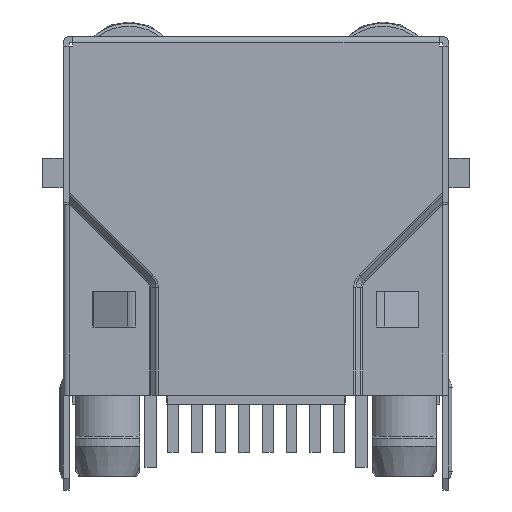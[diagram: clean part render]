
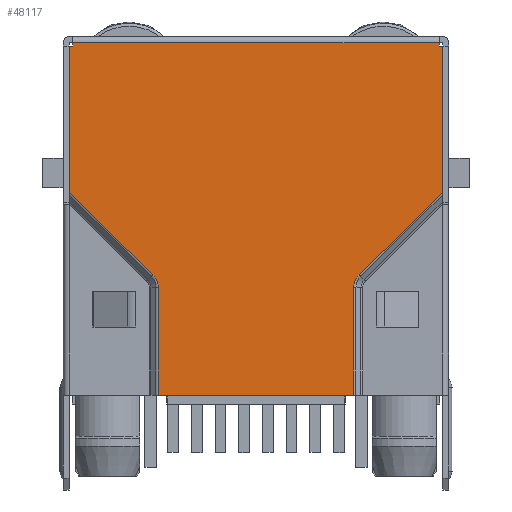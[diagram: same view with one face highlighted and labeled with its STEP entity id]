
A CAD part, front view. The second image highlights one B-rep face of the part: STEP entity #48117.
In plain terms, the highlighted planar face has unit normal (0, -1, 0).
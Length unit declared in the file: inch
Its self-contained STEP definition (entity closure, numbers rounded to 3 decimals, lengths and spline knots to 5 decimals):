
#25 = DIRECTION ( 'NONE',  ( -1., 0., 0. ) ) ;
#690 = ORIENTED_EDGE ( 'NONE', *, *, #34554, .T. ) ;
#1237 = ORIENTED_EDGE ( 'NONE', *, *, #29500, .T. ) ;
#1422 = ORIENTED_EDGE ( 'NONE', *, *, #18745, .T. ) ;
#1724 = DIRECTION ( 'NONE',  ( 0., 0., -1. ) ) ;
#1725 = DIRECTION ( 'NONE',  ( 0., 0., 1. ) ) ;
#1750 = LINE ( 'NONE', #18786, #17963 ) ;
#1800 = CARTESIAN_POINT ( 'NONE',  ( -0.31408, -0.267, 0.09588 ) ) ;
#2111 = EDGE_CURVE ( 'NONE', #56189, #42254, #2342, .T. ) ;
#2112 = AXIS2_PLACEMENT_3D ( 'NONE', #57390, #53268, #1724 ) ;
#2146 = VERTEX_POINT ( 'NONE', #3360 ) ;
#2342 = LINE ( 'NONE', #41100, #43516 ) ;
#3143 = B_SPLINE_CURVE_WITH_KNOTS ( 'NONE', 3,
 ( #17368, #45406, #50728, #3512, #17567, #54441 ),
 .UNSPECIFIED., .F., .F.,
 ( 4, 2, 4 ),
 ( 0., 0.5, 1. ),
 .UNSPECIFIED. ) ;
#3360 = CARTESIAN_POINT ( 'NONE',  ( 0.30885, -0.267, 0.3428 ) ) ;
#3512 = CARTESIAN_POINT ( 'NONE',  ( 0.16875, -0.267, -0.04913 ) ) ;
#4485 = CARTESIAN_POINT ( 'NONE',  ( -0.17113, -0.267, -0.04584 ) ) ;
#4666 = VECTOR ( 'NONE', #44332, 39.37008 ) ;
#5473 = CARTESIAN_POINT ( 'NONE',  ( 0.31392, -0.267, 0.34888 ) ) ;
#6289 = CARTESIAN_POINT ( 'NONE',  ( 0.30885, -0.267, 0.34888 ) ) ;
#6483 = VECTOR ( 'NONE', #15978, 39.37008 ) ;
#6720 = CARTESIAN_POINT ( 'NONE',  ( 0.16492, -0.267, -0.24612 ) ) ;
#6991 = ORIENTED_EDGE ( 'NONE', *, *, #60823, .T. ) ;
#8548 = CARTESIAN_POINT ( 'NONE',  ( -0.16508, -0.267, 0.34888 ) ) ;
#8730 = ORIENTED_EDGE ( 'NONE', *, *, #39488, .T. ) ;
#9190 = LINE ( 'NONE', #9492, #42226 ) ;
#9278 = DIRECTION ( 'NONE',  ( 1., 0., 0. ) ) ;
#9488 = EDGE_CURVE ( 'NONE', #42254, #52188, #11690, .T. ) ;
#9492 = CARTESIAN_POINT ( 'NONE',  ( 0.30885, -0.267, -0.24612 ) ) ;
#11240 = CARTESIAN_POINT ( 'NONE',  ( -0.31408, -0.267, 0.3428 ) ) ;
#11690 = LINE ( 'NONE', #30644, #6483 ) ;
#12571 = ORIENTED_EDGE ( 'NONE', *, *, #13300, .T. ) ;
#12718 = DIRECTION ( 'NONE',  ( 0.71, 0., 0.704 ) ) ;
#12858 = DIRECTION ( 'NONE',  ( 0., 0., -1. ) ) ;
#13081 = VECTOR ( 'NONE', #1725, 39.37008 ) ;
#13300 = EDGE_CURVE ( 'NONE', #50034, #49826, #28065, .T. ) ;
#14619 = CARTESIAN_POINT ( 'NONE',  ( -0.17396, -0.267, -0.04304 ) ) ;
#15002 = LINE ( 'NONE', #1800, #44313 ) ;
#15176 = DIRECTION ( 'NONE',  ( 0., 0., 1. ) ) ;
#15530 = PLANE ( 'NONE',  #2112 ) ;
#15978 = DIRECTION ( 'NONE',  ( -1., 0., 0. ) ) ;
#15987 = EDGE_LOOP ( 'NONE', ( #690, #34173, #24682, #22149, #31633, #32447, #1237, #54145, #1422, #47565, #26957, #6991, #8730, #12571 ) ) ;
#17368 = CARTESIAN_POINT ( 'NONE',  ( 0.16492, -0.267, -0.06435 ) ) ;
#17567 = CARTESIAN_POINT ( 'NONE',  ( 0.17094, -0.267, -0.04588 ) ) ;
#17963 = VECTOR ( 'NONE', #25, 39.37008 ) ;
#18745 = EDGE_CURVE ( 'NONE', #24724, #45996, #33702, .T. ) ;
#18786 = CARTESIAN_POINT ( 'NONE',  ( 0.30885, -0.267, 0.34888 ) ) ;
#19141 = CARTESIAN_POINT ( 'NONE',  ( -0.17396, -0.267, -0.04304 ) ) ;
#20596 = VERTEX_POINT ( 'NONE', #28187 ) ;
#20604 = EDGE_CURVE ( 'NONE', #20596, #56189, #1750, .T. ) ;
#20636 = CARTESIAN_POINT ( 'NONE',  ( 0.16492, -0.267, 0.34888 ) ) ;
#20919 = VECTOR ( 'NONE', #25823, 39.37008 ) ;
#22149 = ORIENTED_EDGE ( 'NONE', *, *, #2111, .T. ) ;
#22423 = CARTESIAN_POINT ( 'NONE',  ( 0.16492, -0.267, -0.06435 ) ) ;
#22796 = CARTESIAN_POINT ( 'NONE',  ( -0.16508, -0.267, -0.06435 ) ) ;
#22886 = CARTESIAN_POINT ( 'NONE',  ( -0.16508, -0.267, -0.06435 ) ) ;
#23591 = CARTESIAN_POINT ( 'NONE',  ( -0.16508, -0.267, -0.24612 ) ) ;
#24682 = ORIENTED_EDGE ( 'NONE', *, *, #20604, .T. ) ;
#24724 = VERTEX_POINT ( 'NONE', #22886 ) ;
#25254 = LINE ( 'NONE', #48273, #4666 ) ;
#25684 = VERTEX_POINT ( 'NONE', #38886 ) ;
#25823 = DIRECTION ( 'NONE',  ( 0., 0., -1. ) ) ;
#26957 = ORIENTED_EDGE ( 'NONE', *, *, #51746, .T. ) ;
#28065 = LINE ( 'NONE', #5473, #30943 ) ;
#28132 = CARTESIAN_POINT ( 'NONE',  ( -0.16893, -0.267, -0.04914 ) ) ;
#28187 = CARTESIAN_POINT ( 'NONE',  ( 0.30885, -0.267, 0.34888 ) ) ;
#28197 = LINE ( 'NONE', #35439, #43587 ) ;
#29500 = EDGE_CURVE ( 'NONE', #25684, #39265, #15002, .T. ) ;
#30644 = CARTESIAN_POINT ( 'NONE',  ( 0.30885, -0.267, 0.3428 ) ) ;
#30669 = CARTESIAN_POINT ( 'NONE',  ( -0.31408, -0.267, 0.34888 ) ) ;
#30943 = VECTOR ( 'NONE', #33148, 39.37008 ) ;
#31269 = LINE ( 'NONE', #6289, #38553 ) ;
#31633 = ORIENTED_EDGE ( 'NONE', *, *, #9488, .T. ) ;
#32447 = ORIENTED_EDGE ( 'NONE', *, *, #50298, .T. ) ;
#32551 = CARTESIAN_POINT ( 'NONE',  ( 0.31392, -0.267, 0.3428 ) ) ;
#32770 = CARTESIAN_POINT ( 'NONE',  ( -0.16585, -0.267, -0.05648 ) ) ;
#33105 = CARTESIAN_POINT ( 'NONE',  ( 0.1738, -0.267, -0.04304 ) ) ;
#33148 = DIRECTION ( 'NONE',  ( 0., 0., 1. ) ) ;
#33349 = LINE ( 'NONE', #30669, #20919 ) ;
#33702 = LINE ( 'NONE', #8548, #40287 ) ;
#34173 = ORIENTED_EDGE ( 'NONE', *, *, #52241, .T. ) ;
#34554 = EDGE_CURVE ( 'NONE', #49826, #2146, #25254, .T. ) ;
#35439 = CARTESIAN_POINT ( 'NONE',  ( 0.1738, -0.267, -0.04304 ) ) ;
#35655 = DIRECTION ( 'NONE',  ( 0.71, 0., -0.704 ) ) ;
#38553 = VECTOR ( 'NONE', #15176, 39.37008 ) ;
#38886 = CARTESIAN_POINT ( 'NONE',  ( -0.31408, -0.267, 0.09588 ) ) ;
#39265 = VERTEX_POINT ( 'NONE', #14619 ) ;
#39488 = EDGE_CURVE ( 'NONE', #51467, #50034, #28197, .T. ) ;
#40287 = VECTOR ( 'NONE', #40750, 39.37008 ) ;
#40750 = DIRECTION ( 'NONE',  ( 0., 0., -1. ) ) ;
#41100 = CARTESIAN_POINT ( 'NONE',  ( -0.30901, -0.267, 0.34888 ) ) ;
#41540 = CARTESIAN_POINT ( 'NONE',  ( -0.30901, -0.267, 0.3428 ) ) ;
#41668 = EDGE_CURVE ( 'NONE', #39265, #24724, #44000, .T. ) ;
#42226 = VECTOR ( 'NONE', #9278, 39.37008 ) ;
#42254 = VERTEX_POINT ( 'NONE', #41540 ) ;
#42258 = FACE_OUTER_BOUND ( 'NONE', #15987, .T. ) ;
#43516 = VECTOR ( 'NONE', #12858, 39.37008 ) ;
#43587 = VECTOR ( 'NONE', #12718, 39.37008 ) ;
#44000 = B_SPLINE_CURVE_WITH_KNOTS ( 'NONE', 3,
 ( #19141, #4485, #28132, #32770, #51723, #22796 ),
 .UNSPECIFIED., .F., .F.,
 ( 4, 2, 4 ),
 ( 0., 0.5, 1. ),
 .UNSPECIFIED. ) ;
#44313 = VECTOR ( 'NONE', #35655, 39.37008 ) ;
#44332 = DIRECTION ( 'NONE',  ( -1., 0., 0. ) ) ;
#45406 = CARTESIAN_POINT ( 'NONE',  ( 0.16492, -0.267, -0.06037 ) ) ;
#45996 = VERTEX_POINT ( 'NONE', #23591 ) ;
#46592 = VERTEX_POINT ( 'NONE', #6720 ) ;
#47565 = ORIENTED_EDGE ( 'NONE', *, *, #56742, .T. ) ;
#47570 = CARTESIAN_POINT ( 'NONE',  ( 0.31392, -0.267, 0.09588 ) ) ;
#48117 = ADVANCED_FACE ( 'NONE', ( #42258 ), #15530, .T. ) ;
#48273 = CARTESIAN_POINT ( 'NONE',  ( 0.30885, -0.267, 0.3428 ) ) ;
#49826 = VERTEX_POINT ( 'NONE', #32551 ) ;
#50034 = VERTEX_POINT ( 'NONE', #47570 ) ;
#50298 = EDGE_CURVE ( 'NONE', #52188, #25684, #33349, .T. ) ;
#50728 = CARTESIAN_POINT ( 'NONE',  ( 0.16571, -0.267, -0.05648 ) ) ;
#51467 = VERTEX_POINT ( 'NONE', #33105 ) ;
#51723 = CARTESIAN_POINT ( 'NONE',  ( -0.16508, -0.267, -0.06032 ) ) ;
#51746 = EDGE_CURVE ( 'NONE', #46592, #57197, #55678, .T. ) ;
#52188 = VERTEX_POINT ( 'NONE', #11240 ) ;
#52241 = EDGE_CURVE ( 'NONE', #2146, #20596, #31269, .T. ) ;
#53268 = DIRECTION ( 'NONE',  ( 0., -1., 0. ) ) ;
#54145 = ORIENTED_EDGE ( 'NONE', *, *, #41668, .T. ) ;
#54441 = CARTESIAN_POINT ( 'NONE',  ( 0.1738, -0.267, -0.04304 ) ) ;
#55678 = LINE ( 'NONE', #20636, #13081 ) ;
#55750 = CARTESIAN_POINT ( 'NONE',  ( -0.30901, -0.267, 0.34888 ) ) ;
#56189 = VERTEX_POINT ( 'NONE', #55750 ) ;
#56742 = EDGE_CURVE ( 'NONE', #45996, #46592, #9190, .T. ) ;
#57197 = VERTEX_POINT ( 'NONE', #22423 ) ;
#57390 = CARTESIAN_POINT ( 'NONE',  ( 0.30885, -0.267, 0.34888 ) ) ;
#60823 = EDGE_CURVE ( 'NONE', #57197, #51467, #3143, .T. ) ;
